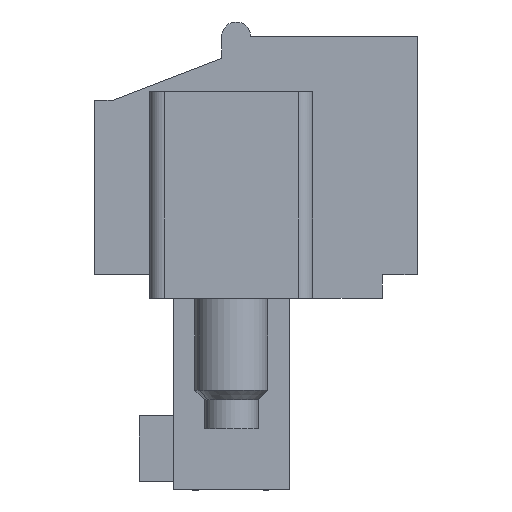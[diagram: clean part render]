
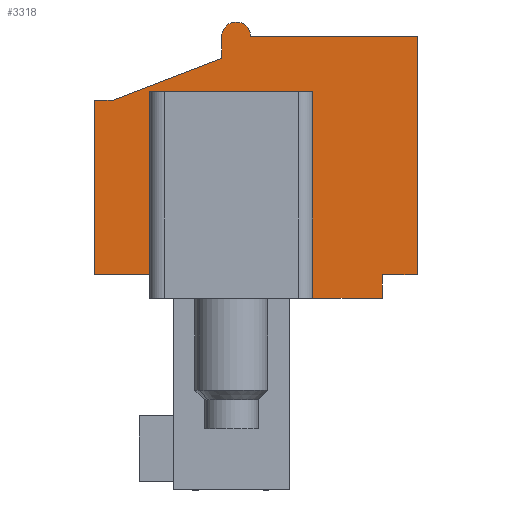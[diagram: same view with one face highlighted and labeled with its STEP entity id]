
A CAD part, left-side view. The second image highlights one B-rep face of the part: STEP entity #3318.
In plain terms, the highlighted planar face has unit normal (-1, 0, 0).
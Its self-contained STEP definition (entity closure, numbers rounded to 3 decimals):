
#3221=AXIS2_PLACEMENT_3D('Plane Axis2P3D',#3218,#3219,#3220) ;
#3244=AXIS2_PLACEMENT_3D('Circle Axis2P3D',#3242,#3243,$) ;
#3251=AXIS2_PLACEMENT_3D('Circle Axis2P3D',#3249,#3250,$) ;
#2474=CARTESIAN_POINT('Vertex',(4.8,11.1,7.4)) ;
#2477=CARTESIAN_POINT('Line Origine',(4.8,11.1,10.4)) ;
#2481=CARTESIAN_POINT('Vertex',(4.8,11.1,13.4)) ;
#2771=CARTESIAN_POINT('Vertex',(4.8,1.2,6.6)) ;
#2776=CARTESIAN_POINT('Line Origine',(4.8,2.4,6.6)) ;
#2780=CARTESIAN_POINT('Vertex',(4.8,3.6,6.6)) ;
#3183=CARTESIAN_POINT('Line Origine',(4.8,0.,11.5)) ;
#3187=CARTESIAN_POINT('Vertex',(4.8,0.,7.4)) ;
#3189=CARTESIAN_POINT('Vertex',(4.8,0.,15.6)) ;
#3218=CARTESIAN_POINT('Axis2P3D Location',(4.8,0.,0.)) ;
#3223=CARTESIAN_POINT('Line Origine',(4.8,1.2,7.)) ;
#3227=CARTESIAN_POINT('Vertex',(4.8,1.2,7.4)) ;
#3230=CARTESIAN_POINT('Line Origine',(4.8,0.6,7.4)) ;
#3235=CARTESIAN_POINT('Line Origine',(4.8,2.865,15.6)) ;
#3239=CARTESIAN_POINT('Vertex',(4.8,5.73,15.6)) ;
#3242=CARTESIAN_POINT('Axis2P3D Location',(4.8,6.23,15.6)) ;
#3246=CARTESIAN_POINT('Vertex',(4.8,6.23,16.1)) ;
#3249=CARTESIAN_POINT('Axis2P3D Location',(4.8,6.23,15.6)) ;
#3253=CARTESIAN_POINT('Vertex',(4.8,6.73,15.6)) ;
#3256=CARTESIAN_POINT('Line Origine',(4.8,6.73,15.225)) ;
#3260=CARTESIAN_POINT('Vertex',(4.8,6.73,14.85)) ;
#3263=CARTESIAN_POINT('Line Origine',(4.8,8.615,14.125)) ;
#3267=CARTESIAN_POINT('Vertex',(4.8,10.5,13.4)) ;
#3270=CARTESIAN_POINT('Line Origine',(4.8,10.8,13.4)) ;
#3275=CARTESIAN_POINT('Line Origine',(4.8,10.15,7.4)) ;
#3279=CARTESIAN_POINT('Vertex',(4.8,9.2,7.4)) ;
#3282=CARTESIAN_POINT('Line Origine',(4.8,9.2,10.55)) ;
#3286=CARTESIAN_POINT('Vertex',(4.8,9.2,13.7)) ;
#3289=CARTESIAN_POINT('Line Origine',(4.8,6.4,13.7)) ;
#3293=CARTESIAN_POINT('Vertex',(4.8,3.6,13.7)) ;
#3296=CARTESIAN_POINT('Line Origine',(4.8,3.6,10.15)) ;
#2478=DIRECTION('Vector Direction',(0.,0.,-1.)) ;
#2777=DIRECTION('Vector Direction',(0.,-1.,0.)) ;
#3184=DIRECTION('Vector Direction',(0.,0.,1.)) ;
#3219=DIRECTION('Axis2P3D Direction',(-1.,0.,0.)) ;
#3220=DIRECTION('Axis2P3D XDirection',(0.,0.,1.)) ;
#3224=DIRECTION('Vector Direction',(0.,0.,1.)) ;
#3231=DIRECTION('Vector Direction',(0.,-1.,0.)) ;
#3236=DIRECTION('Vector Direction',(0.,1.,0.)) ;
#3243=DIRECTION('Axis2P3D Direction',(-1.,0.,0.)) ;
#3250=DIRECTION('Axis2P3D Direction',(-1.,0.,0.)) ;
#3257=DIRECTION('Vector Direction',(0.,0.,-1.)) ;
#3264=DIRECTION('Vector Direction',(0.,0.933,-0.359)) ;
#3271=DIRECTION('Vector Direction',(0.,1.,0.)) ;
#3276=DIRECTION('Vector Direction',(0.,-1.,0.)) ;
#3283=DIRECTION('Vector Direction',(0.,0.,1.)) ;
#3290=DIRECTION('Vector Direction',(0.,-1.,0.)) ;
#3297=DIRECTION('Vector Direction',(0.,0.,-1.)) ;
#2479=VECTOR('Line Direction',#2478,1.) ;
#2778=VECTOR('Line Direction',#2777,1.) ;
#3185=VECTOR('Line Direction',#3184,1.) ;
#3225=VECTOR('Line Direction',#3224,1.) ;
#3232=VECTOR('Line Direction',#3231,1.) ;
#3237=VECTOR('Line Direction',#3236,1.) ;
#3258=VECTOR('Line Direction',#3257,1.) ;
#3265=VECTOR('Line Direction',#3264,1.) ;
#3272=VECTOR('Line Direction',#3271,1.) ;
#3277=VECTOR('Line Direction',#3276,1.) ;
#3284=VECTOR('Line Direction',#3283,1.) ;
#3291=VECTOR('Line Direction',#3290,1.) ;
#3298=VECTOR('Line Direction',#3297,1.) ;
#3302=ORIENTED_EDGE('',*,*,#2782,.T.) ;
#3303=ORIENTED_EDGE('',*,*,#3229,.F.) ;
#3304=ORIENTED_EDGE('',*,*,#3234,.F.) ;
#3305=ORIENTED_EDGE('',*,*,#3191,.T.) ;
#3306=ORIENTED_EDGE('',*,*,#3241,.F.) ;
#3307=ORIENTED_EDGE('',*,*,#3248,.F.) ;
#3308=ORIENTED_EDGE('',*,*,#3255,.F.) ;
#3309=ORIENTED_EDGE('',*,*,#3262,.F.) ;
#3310=ORIENTED_EDGE('',*,*,#3269,.F.) ;
#3311=ORIENTED_EDGE('',*,*,#3274,.F.) ;
#3312=ORIENTED_EDGE('',*,*,#2483,.T.) ;
#3313=ORIENTED_EDGE('',*,*,#3281,.F.) ;
#3314=ORIENTED_EDGE('',*,*,#3288,.F.) ;
#3315=ORIENTED_EDGE('',*,*,#3295,.F.) ;
#3316=ORIENTED_EDGE('',*,*,#3300,.F.) ;
#3318=ADVANCED_FACE('HOUSING',(#3317),#3222,.T.) ;
#3245=CIRCLE('generated circle',#3244,0.5) ;
#3252=CIRCLE('generated circle',#3251,0.5) ;
#2483=EDGE_CURVE('',#2482,#2475,#2480,.T.) ;
#2782=EDGE_CURVE('',#2781,#2772,#2779,.T.) ;
#3191=EDGE_CURVE('',#3188,#3190,#3186,.T.) ;
#3229=EDGE_CURVE('',#3228,#2772,#3226,.F.) ;
#3234=EDGE_CURVE('',#3188,#3228,#3233,.F.) ;
#3241=EDGE_CURVE('',#3240,#3190,#3238,.F.) ;
#3248=EDGE_CURVE('',#3247,#3240,#3245,.F.) ;
#3255=EDGE_CURVE('',#3254,#3247,#3252,.F.) ;
#3262=EDGE_CURVE('',#3261,#3254,#3259,.F.) ;
#3269=EDGE_CURVE('',#3268,#3261,#3266,.F.) ;
#3274=EDGE_CURVE('',#2482,#3268,#3273,.F.) ;
#3281=EDGE_CURVE('',#3280,#2475,#3278,.F.) ;
#3288=EDGE_CURVE('',#3287,#3280,#3285,.F.) ;
#3295=EDGE_CURVE('',#3294,#3287,#3292,.F.) ;
#3300=EDGE_CURVE('',#2781,#3294,#3299,.F.) ;
#3301=EDGE_LOOP('',(#3302,#3303,#3304,#3305,#3306,#3307,#3308,#3309,#3310,#3311,#3312,#3313,#3314,#3315,#3316)) ;
#3317=FACE_OUTER_BOUND('',#3301,.T.) ;
#2480=LINE('Line',#2477,#2479) ;
#2779=LINE('Line',#2776,#2778) ;
#3186=LINE('Line',#3183,#3185) ;
#3226=LINE('Line',#3223,#3225) ;
#3233=LINE('Line',#3230,#3232) ;
#3238=LINE('Line',#3235,#3237) ;
#3259=LINE('Line',#3256,#3258) ;
#3266=LINE('Line',#3263,#3265) ;
#3273=LINE('Line',#3270,#3272) ;
#3278=LINE('Line',#3275,#3277) ;
#3285=LINE('Line',#3282,#3284) ;
#3292=LINE('Line',#3289,#3291) ;
#3299=LINE('Line',#3296,#3298) ;
#3222=PLANE('',#3221) ;
#2475=VERTEX_POINT('',#2474) ;
#2482=VERTEX_POINT('',#2481) ;
#2772=VERTEX_POINT('',#2771) ;
#2781=VERTEX_POINT('',#2780) ;
#3188=VERTEX_POINT('',#3187) ;
#3190=VERTEX_POINT('',#3189) ;
#3228=VERTEX_POINT('',#3227) ;
#3240=VERTEX_POINT('',#3239) ;
#3247=VERTEX_POINT('',#3246) ;
#3254=VERTEX_POINT('',#3253) ;
#3261=VERTEX_POINT('',#3260) ;
#3268=VERTEX_POINT('',#3267) ;
#3280=VERTEX_POINT('',#3279) ;
#3287=VERTEX_POINT('',#3286) ;
#3294=VERTEX_POINT('',#3293) ;
